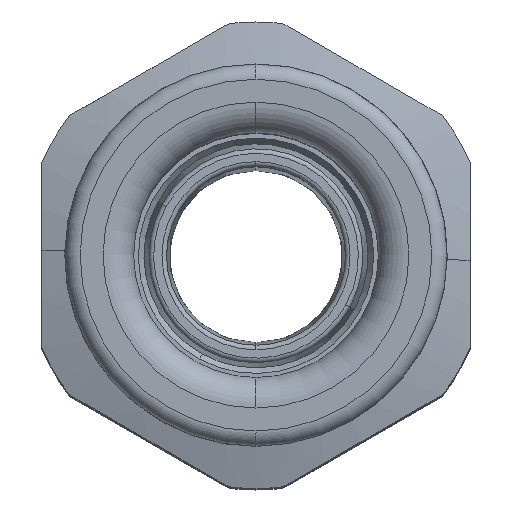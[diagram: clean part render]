
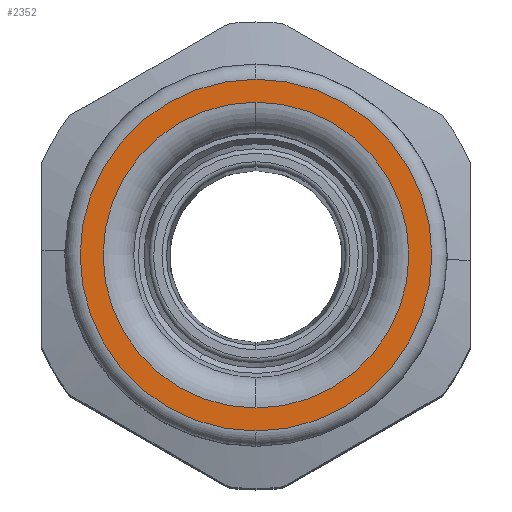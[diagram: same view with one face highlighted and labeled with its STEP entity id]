
A CAD part, top view. The second image highlights one B-rep face of the part: STEP entity #2352.
In plain terms, the highlighted planar face has unit normal (0, 0, 1).
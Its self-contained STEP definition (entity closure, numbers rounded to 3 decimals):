
#2246=AXIS2_PLACEMENT_3D('Circle Axis2P3D',#2244,#2245,$) ;
#2270=AXIS2_PLACEMENT_3D('Circle Axis2P3D',#2268,#2269,$) ;
#2328=AXIS2_PLACEMENT_3D('Plane Axis2P3D',#2325,#2326,#2327) ;
#2332=AXIS2_PLACEMENT_3D('Circle Axis2P3D',#2330,#2331,$) ;
#2341=AXIS2_PLACEMENT_3D('Circle Axis2P3D',#2339,#2340,$) ;
#2241=CARTESIAN_POINT('Vertex',(14.,25.25,78.4)) ;
#2244=CARTESIAN_POINT('Axis2P3D Location',(14.,15.25,78.4)) ;
#2248=CARTESIAN_POINT('Vertex',(14.,5.25,78.4)) ;
#2268=CARTESIAN_POINT('Axis2P3D Location',(14.,15.25,78.4)) ;
#2325=CARTESIAN_POINT('Axis2P3D Location',(14.,15.25,78.4)) ;
#2330=CARTESIAN_POINT('Axis2P3D Location',(14.,15.25,78.4)) ;
#2334=CARTESIAN_POINT('Vertex',(14.,26.75,78.4)) ;
#2336=CARTESIAN_POINT('Vertex',(14.,3.75,78.4)) ;
#2339=CARTESIAN_POINT('Axis2P3D Location',(14.,15.25,78.4)) ;
#2245=DIRECTION('Axis2P3D Direction',(0.,0.,1.)) ;
#2269=DIRECTION('Axis2P3D Direction',(0.,0.,1.)) ;
#2326=DIRECTION('Axis2P3D Direction',(0.,0.,1.)) ;
#2327=DIRECTION('Axis2P3D XDirection',(0.,1.,0.)) ;
#2331=DIRECTION('Axis2P3D Direction',(0.,0.,1.)) ;
#2340=DIRECTION('Axis2P3D Direction',(0.,0.,1.)) ;
#2345=ORIENTED_EDGE('',*,*,#2338,.T.) ;
#2346=ORIENTED_EDGE('',*,*,#2343,.T.) ;
#2349=ORIENTED_EDGE('',*,*,#2272,.F.) ;
#2350=ORIENTED_EDGE('',*,*,#2250,.F.) ;
#2351=FACE_BOUND('',#2348,.T.) ;
#2352=ADVANCED_FACE('Part2.1\\Koerper.2',(#2347,#2351),#2329,.T.) ;
#2247=CIRCLE('generated circle',#2246,10.) ;
#2271=CIRCLE('generated circle',#2270,10.) ;
#2333=CIRCLE('generated circle',#2332,11.5) ;
#2342=CIRCLE('generated circle',#2341,11.5) ;
#2250=EDGE_CURVE('',#2242,#2249,#2247,.T.) ;
#2272=EDGE_CURVE('',#2249,#2242,#2271,.T.) ;
#2338=EDGE_CURVE('',#2335,#2337,#2333,.T.) ;
#2343=EDGE_CURVE('',#2337,#2335,#2342,.T.) ;
#2344=EDGE_LOOP('',(#2345,#2346)) ;
#2348=EDGE_LOOP('',(#2349,#2350)) ;
#2347=FACE_OUTER_BOUND('',#2344,.T.) ;
#2329=PLANE('',#2328) ;
#2242=VERTEX_POINT('',#2241) ;
#2249=VERTEX_POINT('',#2248) ;
#2335=VERTEX_POINT('',#2334) ;
#2337=VERTEX_POINT('',#2336) ;
